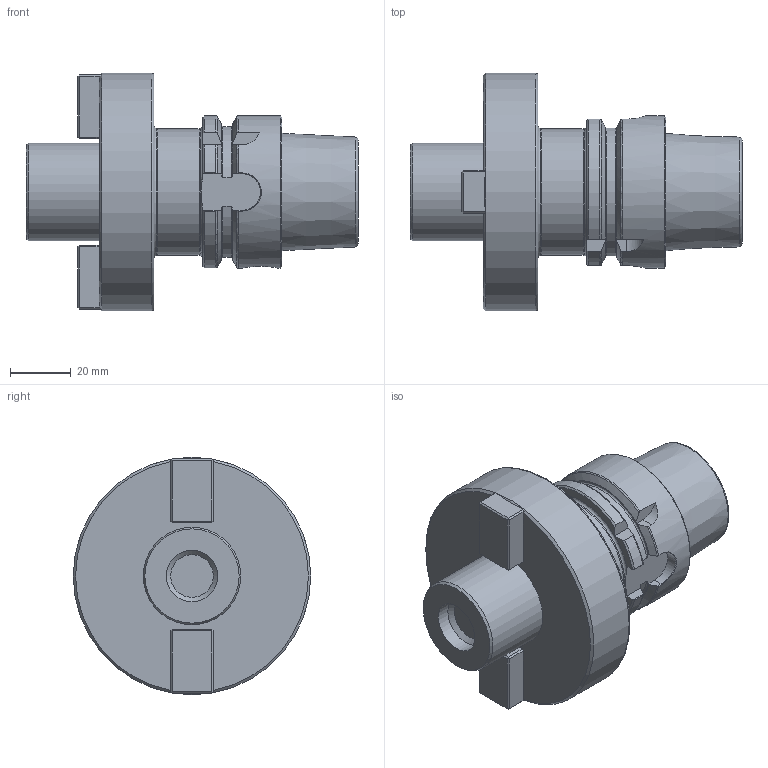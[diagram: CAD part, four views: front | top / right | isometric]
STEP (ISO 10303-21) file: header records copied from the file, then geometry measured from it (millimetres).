
FILE_DESCRIPTION(/* description */ (''),/* implementation_level */ '2;1');
FILE_NAME(/* name */ 'AHSKA50-FM-32-060.stp',/* time_stamp */ '2024-11-22T17:10:46+03:00',/* author */ (''),/* organization */ (''),/* preprocessor_version */ 'ST-DEVELOPER v19.4',/* originating_system */ 'SIEMENS PLM Software NX2306.3001',/* authorisation */ '');
FILE_SCHEMA (('AUTOMOTIVE_DESIGN { 1 0 10303 214 3 1 1 1 }'));
Length unit declared in the file: millimetre
Products named in the file (1): AHSKA50-FM-32-060-light_objects
Bounding box: 109 x 78 x 78 mm (x, y, z)
Volume: 203753.8 mm3; surface area: 27941.9 mm2
Topology: 1 solids, 1 shells, 126 faces, 318 edges, 198 vertices
Faces by surface type: plane 72, cone 19, torus 17, cylinder 15, bspline 3
Full cylindrical faces by diameter (mm): 10 x1, 17 x1, 32 x1, 41.6 x1, 50 x1, 78 x1
Entity records: 4032 total; most frequent: CARTESIAN_POINT 1245, ORIENTED_EDGE 574, DIRECTION 520, EDGE_CURVE 287, AXIS2_PLACEMENT_3D 194, VERTEX_POINT 191, EDGE_LOOP 153, LINE 132
